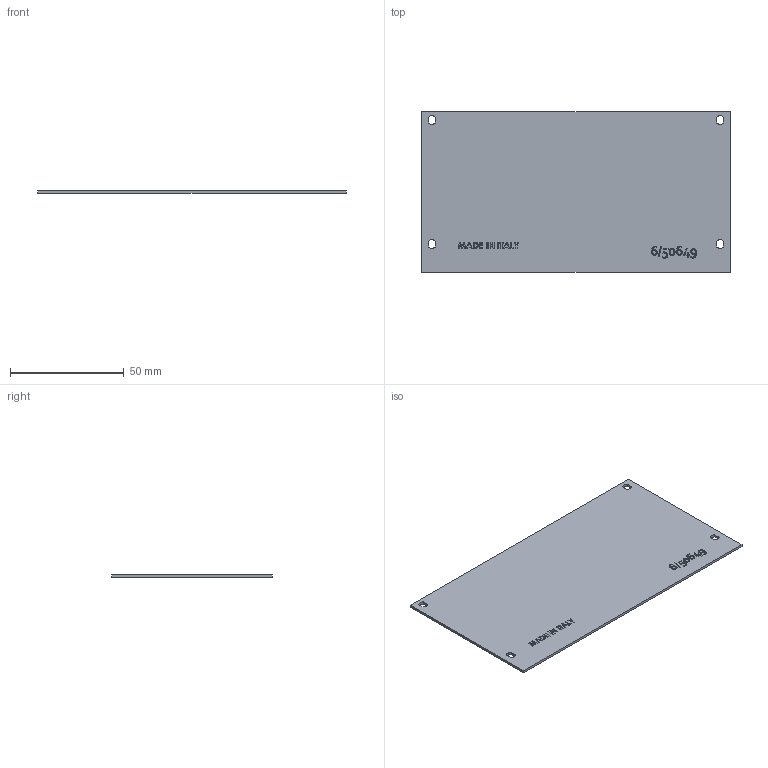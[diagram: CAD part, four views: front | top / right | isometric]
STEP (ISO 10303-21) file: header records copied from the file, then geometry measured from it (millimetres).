
FILE_DESCRIPTION (( 'STEP AP214' ), '1' );
FILE_NAME ('Back Plate.STEP', '2025-07-06T08:34:47', ( '' ), ( '' ), 'SwSTEP 2.0', 'SolidWorks 2025', '' );
FILE_SCHEMA (( 'AUTOMOTIVE_DESIGN' ));
Length unit declared in the file: millimetre
Products named in the file (1): Back Plate
Bounding box: 135.5 x 70.5 x 1.1 mm (x, y, z)
Volume: 10443.4 mm3; surface area: 19630.4 mm2
Topology: 1 solids, 1 shells, 231 faces, 612 edges, 408 vertices
Faces by surface type: plane 166, bspline 57, cylinder 8
Entity records: 12640 total; most frequent: CARTESIAN_POINT 4909, ORIENTED_EDGE 1224, DIRECTION 864, EDGE_CURVE 612, LINE 482, VECTOR 482, VERTEX_POINT 408, EDGE_LOOP 264
